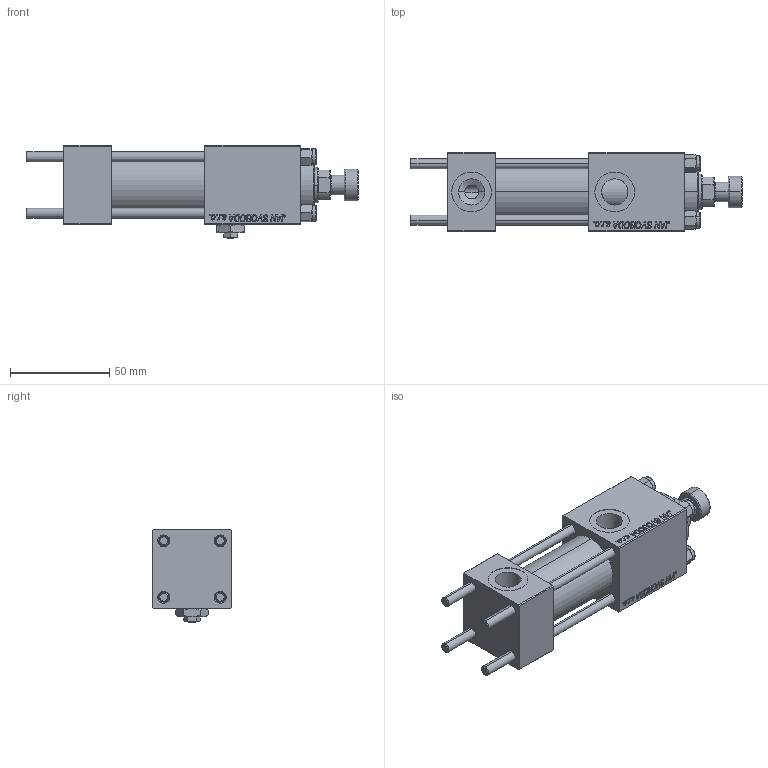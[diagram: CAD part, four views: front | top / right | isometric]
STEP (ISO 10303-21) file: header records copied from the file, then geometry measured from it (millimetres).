
FILE_DESCRIPTION (( 'STEP AP203' ), '1' );
FILE_NAME ('bb11.STEP', '2022-04-14T13:33:47', ( '' ), ( '' ), 'SwSTEP 2.0', 'SolidWorks 2019', '' );
FILE_SCHEMA (( 'CONFIG_CONTROL_DESIGN' ));
Length unit declared in the file: millimetre
Products named in the file (8): CR025_012_A_0_G_A_G_M_020_+#_##_TYCINKA c8e5e1e9dc4c0e6d1f7e7e89b7c1ba1a; V215CR_ROD_END_W c8e5e1e9dc4c0e6d1f7e7e89b7c1ba1a; V215CR_VCP c8e5e1e9dc4c0e6d1f7e7e89b7c1ba1a; V215CR_BODY_A c8e5e1e9dc4c0e6d1f7e7e89b7c1ba1a; V215_VC_A c8e5e1e9dc4c0e6d1f7e7e89b7c1ba1a; bb11; NUT_M5 c8e5e1e9dc4c0e6d1f7e7e89b7c1ba1a; Zatka_pro_OIL_PORT c8e5e1e9dc4c0e6d1f7e7e89b7c1ba1a
Assembly tree (13 placements, depth 2):
  bb11
    V215CR_BODY_A c8e5e1e9dc4c0e6d1f7e7e89b7c1ba1a
    CR025_012_A_0_G_A_G_M_020_+#_##_TYCINKA c8e5e1e9dc4c0e6d1f7e7e89b7c1ba1a  x4
    NUT_M5 c8e5e1e9dc4c0e6d1f7e7e89b7c1ba1a  x4
    V215CR_VCP c8e5e1e9dc4c0e6d1f7e7e89b7c1ba1a
    V215_VC_A c8e5e1e9dc4c0e6d1f7e7e89b7c1ba1a
    V215CR_ROD_END_W c8e5e1e9dc4c0e6d1f7e7e89b7c1ba1a
    Zatka_pro_OIL_PORT c8e5e1e9dc4c0e6d1f7e7e89b7c1ba1a
Bounding box: 167 x 40 x 47 mm (x, y, z)
Volume: 153618.4 mm3; surface area: 63054.8 mm2
Topology: 13 solids, 13 shells, 1195 faces, 2993 edges, 1933 vertices
Faces by surface type: plane 545, bspline 392, cone 158, cylinder 88, torus 12
Entity records: 52027 total; most frequent: CARTESIAN_POINT 27650, ORIENTED_EDGE 5478, DIRECTION 3503, EDGE_CURVE 2739, VERTEX_POINT 1789, VECTOR 1631, LINE 1631, EDGE_LOOP 1206
